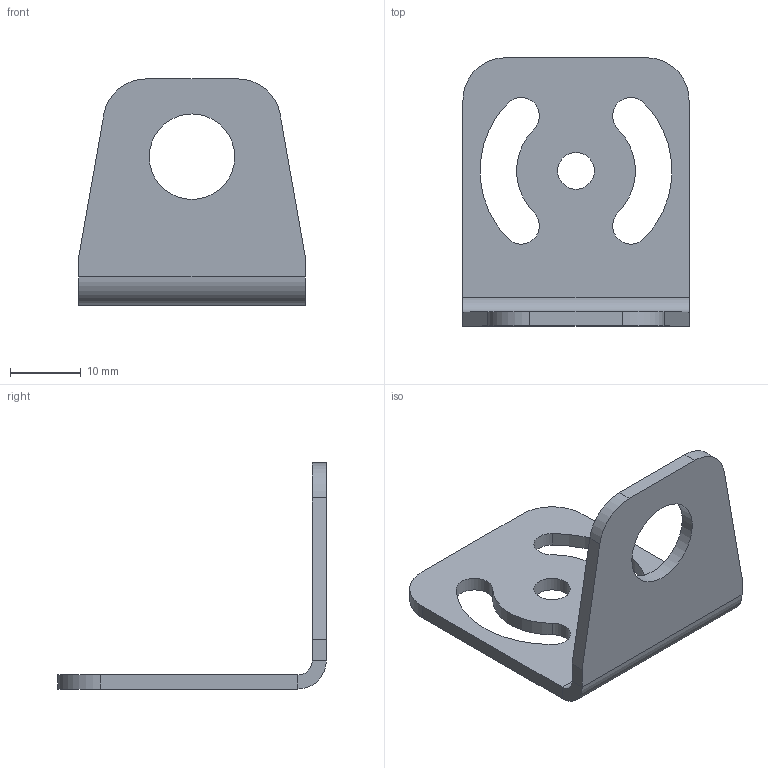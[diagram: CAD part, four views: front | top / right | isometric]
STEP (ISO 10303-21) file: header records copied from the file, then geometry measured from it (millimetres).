
FILE_DESCRIPTION(/* description */ ('Unknown'),/* implementation_level */ '2;1');
FILE_NAME(/* name */ '_KU-M12',/* time_stamp */ '2021-01-14T15:52:21+05:00',/* author */ ('Unknown'),/* organization */ ('Unknown'),/* preprocessor_version */ 'ST-DEVELOPER v16.7',/* originating_system */ 'Solid Edge',/* authorisation */ 'Unknown');
FILE_SCHEMA (('AUTOMOTIVE_DESIGN {1 0 10303 214 3 1 1}'));
Length unit declared in the file: millimetre
Products named in the file (1): ﾀ2.037 ﾊ煇鳫 ﾊﾓ-ﾌ12
Bounding box: 32 x 38 x 32 mm (x, y, z)
Volume: 3281.2 mm3; surface area: 3955.1 mm2
Topology: 1 solids, 1 shells, 30 faces, 78 edges, 50 vertices
Faces by surface type: cylinder 16, plane 14
Full cylindrical faces by diameter (mm): 5.2 x1, 12.1 x1
Entity records: 944 total; most frequent: DIRECTION 168, CARTESIAN_POINT 153, ORIENTED_EDGE 148, EDGE_CURVE 74, AXIS2_PLACEMENT_3D 63, VERTEX_POINT 48, LINE 42, VECTOR 42
